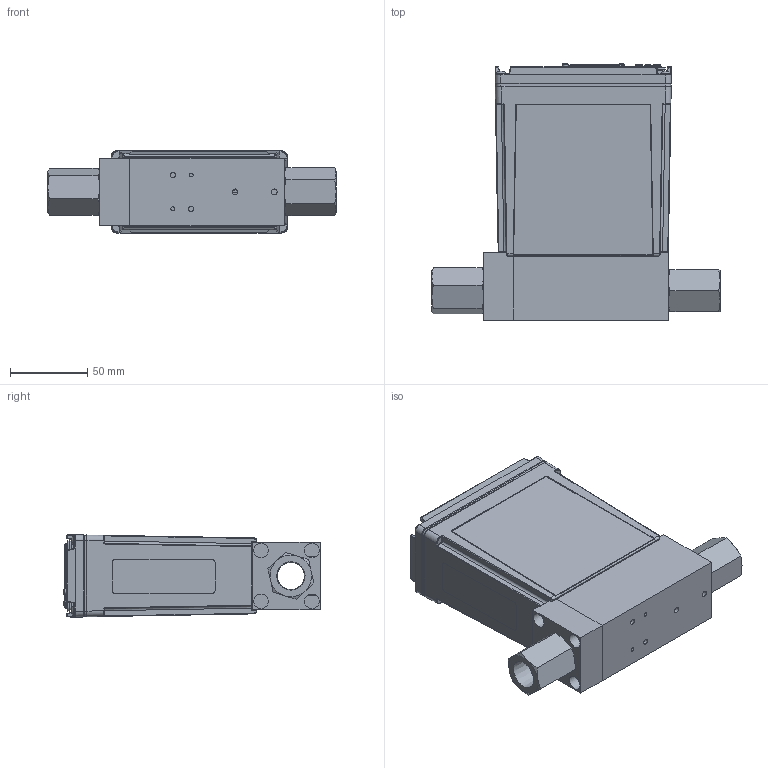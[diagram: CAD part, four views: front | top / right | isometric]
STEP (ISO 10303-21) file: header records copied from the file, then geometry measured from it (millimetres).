
FILE_DESCRIPTION (( 'STEP AP214' ), '1' );
FILE_NAME ('IE250-.50NPTF-PROFIBUS.STEP', '2016-01-22T14:35:32', ( 'MKS' ), ( 'MKS' ), 'SwSTEP 2.0', 'SolidWorks 2012', '' );
FILE_SCHEMA (( 'AUTOMOTIVE_DESIGN' ));
Length unit declared in the file: inch
Products named in the file (1): IE250-.50NPTF-PROFIBUS
Bounding box: 186.97 x 166.37 x 53.49 mm (x, y, z)
Surface area: 107811.3 mm2 (no closed solid volume)
Topology: 0 solids, 72 shells, 836 faces, 3478 edges, 2637 vertices
Faces by surface type: plane 333, cylinder 292, cone 77, torus 62, bspline 58, sphere 14
Full cylindrical faces by diameter (mm): 0.61 x9, 1.219 x9, 2.261 x4, 2.5 x2, 3.454 x2, 3.556 x2, 3.797 x2, 5.334 x1, 5.944 x6, 6.147 x4, 9.525 x4, 14.224 x1
Entity records: 52737 total; most frequent: CARTESIAN_POINT 15606, DIRECTION 5091, ORIENTED_EDGE 4735, EDGE_CURVE 3377, VERTEX_POINT 2625, AXIS2_PLACEMENT_3D 1729, LINE 1633, VECTOR 1633
